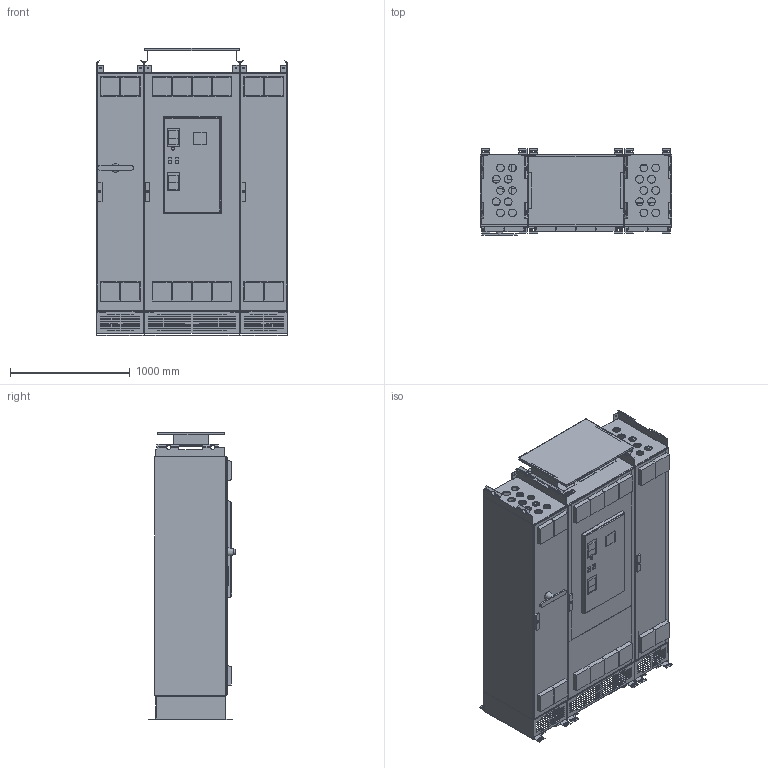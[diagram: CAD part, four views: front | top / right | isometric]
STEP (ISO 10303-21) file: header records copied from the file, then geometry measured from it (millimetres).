
FILE_DESCRIPTION(/* description */ (''),/* implementation_level */ '2;1');
FILE_NAME(/* name */ '181K4970.stp',/* time_stamp */ '2026-01-15T14:05:37+02:00',/* author */ (''),/* organization */ (''),/* preprocessor_version */ 'ST-DEVELOPER v20',/* originating_system */ 'SIEMENS PLM Software NX2312.3002',/* authorisation */ '');
FILE_SCHEMA (('AUTOMOTIVE_DESIGN { 1 0 10303 214 3 1 1 1 }'));
Products named in the file (14): 181K4986; 181K4899; 181K4889; 181K4910; 181K4909; 181K4916; 181K4896; 181K4892; 181K4906_81007ID; 181K4927; 181K4985; 181K4959; 181K4945; 181K4970
Assembly tree (14 placements, depth 3):
  181K4970
    181K4945
      181K4906_81007ID
      181K4892
      181K4896
      181K4916
    181K4959
      181K4909
      181K4910
      181K4889
    181K4927
    181K4985
      181K4889
      181K4899
      181K4986
Bounding box: 1600 x 728.4 x 2402.16 mm (x, y, z)
Volume: 235551159.3 mm3; surface area: 52154675.5 mm2
Topology: 23 solids, 25 shells, 5162 faces, 14432 edges, 9578 vertices
Faces by surface type: plane 4226, cylinder 622, torus 162, extrusion 89, cone 35, bspline 28
Full cylindrical faces by diameter (mm): 3 x3, 3.3 x1, 6.5 x6, 7 x8, 8.5 x1, 9 x1, 9.116 x12, 10 x12, 10.5 x26, 12 x6, 12.2 x20, 12.5 x6, 13 x26, 15 x12, 15.5 x24, 19.788 x3, 20 x12, 22 x1, 25.715 x4, 26 x3, 26.314 x4, 26.353 x4, 28 x1, 28.338 x1, 28.472 x1, 46 x16, 65 x24, 82.584 x8
Entity records: 186820 total; most frequent: CARTESIAN_POINT 34698, ORIENTED_EDGE 26512, DIRECTION 23835, EDGE_CURVE 13256, VECTOR 11485, LINE 11396, VERTEX_POINT 9036, EDGE_LOOP 6578
